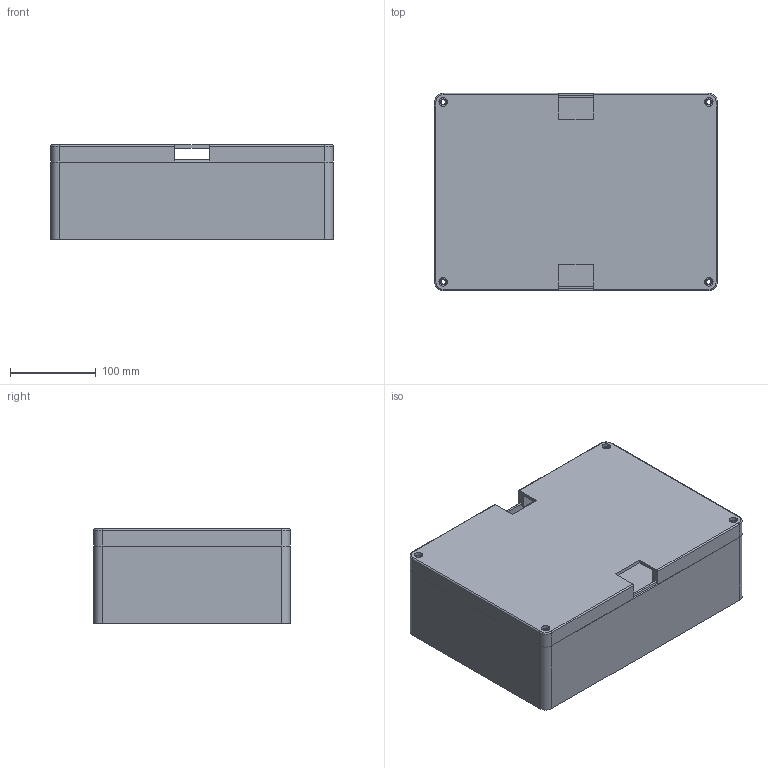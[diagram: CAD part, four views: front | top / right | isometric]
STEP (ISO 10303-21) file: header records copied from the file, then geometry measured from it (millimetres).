
FILE_DESCRIPTION((''),'2;1');
FILE_NAME('HALP233311_ASM','2009-01-21T',('pasi_koskela'),(''),'PRO/ENGINEER BY PARAMETRIC TECHNOLOGY CORPORATION, 2008250','PRO/ENGINEER BY PARAMETRIC TECHNOLOGY CORPORATION, 2008250','');
FILE_SCHEMA(('AUTOMOTIVE_DESIGN_CC2 { 1 2 10303 214 -1 1 5 2 }'));
Length unit declared in the file: millimetre
Products named in the file (3): HALP233309B; HALP233302L; HALP233311_ASM
Assembly tree (2 placements, depth 2):
  HALP233311_ASM
    HALP233309B
    HALP233302L
Bounding box: 330 x 230 x 110 mm (x, y, z)
Volume: 1334056.6 mm3; surface area: 562739.8 mm2
Topology: 2 solids, 20 shells, 292 faces, 702 edges, 442 vertices
Faces by surface type: cylinder 142, plane 102, cone 40, torus 4, bspline 4
Entity records: 10851 total; most frequent: DIRECTION 1576, CARTESIAN_POINT 1485, ORIENTED_EDGE 1332, PRESENTATION_STYLE_ASSIGNMENT 694, STYLED_ITEM 694, CURVE_STYLE 674, EDGE_CURVE 674, AXIS2_PLACEMENT_3D 615
